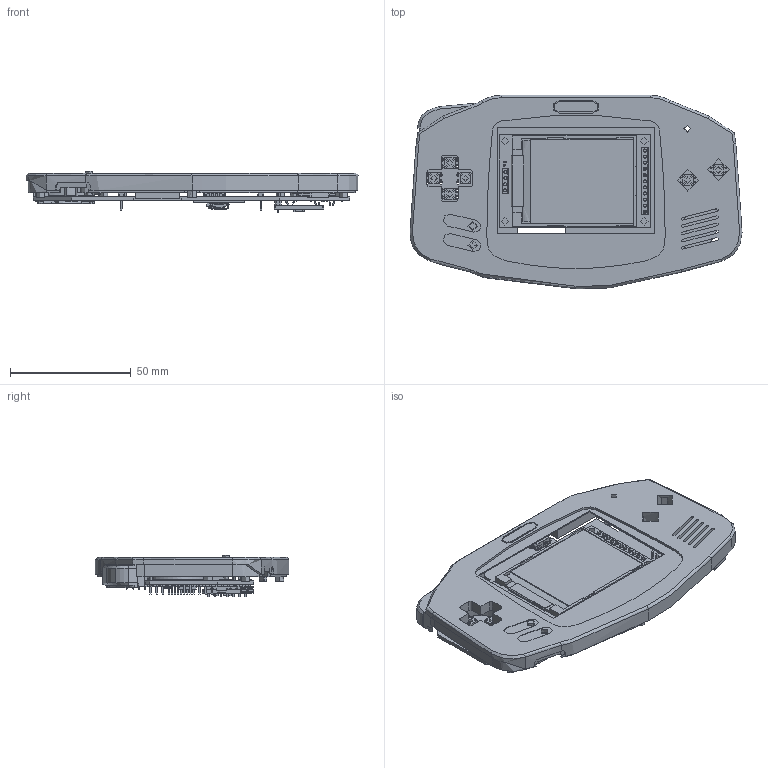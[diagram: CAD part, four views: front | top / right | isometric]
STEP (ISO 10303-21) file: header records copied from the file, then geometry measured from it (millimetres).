
FILE_DESCRIPTION(/* description */ ('STEP AP203'),/* implementation_level */ '2;1');
FILE_NAME(/* name */ 'Assem1 v19.step',/* time_stamp */ '2025-09-18T23:08:35+05:30',/* author */ (''),/* organization */ (''),/* preprocessor_version */ 'ST-DEVELOPER v20.1',/* originating_system */ 'Autodesk Translation Framework v14.17.0.0',/* authorisation */ '');
FILE_SCHEMA (('AUTOMOTIVE_DESIGN { 1 0 10303 214 3 1 1 }'));
Products named in the file (17): Assem1; surinktas; ONOFF mygtukas; RL mygtukai; dangtelis; gameboy virsus; sonai; 32; PCB MOCKUP 02; DISPLAY; I2S AUDIO; SPEAKER; Type C; PICO; 12; Component41; SEL /START
Assembly tree (16 placements, depth 3):
  Assem1
    surinktas
      ONOFF mygtukas
      RL mygtukai
      dangtelis
      gameboy virsus
    sonai
    32
    PCB MOCKUP 02
    DISPLAY
    I2S AUDIO
    SPEAKER
    Type C
    PICO
    12
    Component41
    SEL /START
Bounding box: 137.41 x 80.04 x 17.07 mm (x, y, z)
Volume: 39010.6 mm3; surface area: 59577.8 mm2
Topology: 70 solids, 92 shells, 4491 faces, 11407 edges, 7260 vertices
Faces by surface type: plane 2618, cylinder 1088, bspline 429, torus 310, cone 26, sphere 20
Full cylindrical faces by diameter (mm): 0.3 x2, 0.8 x28, 1 x48, 1.2 x7, 1.209 x2, 1.25 x4, 1.27 x15, 1.3 x15, 1.5 x5, 1.6 x11, 1.648 x1, 2 x4, 2.1 x4, 2.4 x6, 2.5 x5, 2.6 x6, 2.648 x1, 3 x3, 3.226 x4, 3.3 x2, 3.5 x7, 3.6 x3, 3.659 x1, 3.8 x8, 4 x2, 4.2 x1, 4.659 x1, 9 x2, 22.3 x1
Entity records: 150672 total; most frequent: CARTESIAN_POINT 40569, ORIENTED_EDGE 22776, DIRECTION 21501, EDGE_CURVE 11388, LINE 7853, VECTOR 7853, VERTEX_POINT 7264, AXIS2_PLACEMENT_3D 6824
